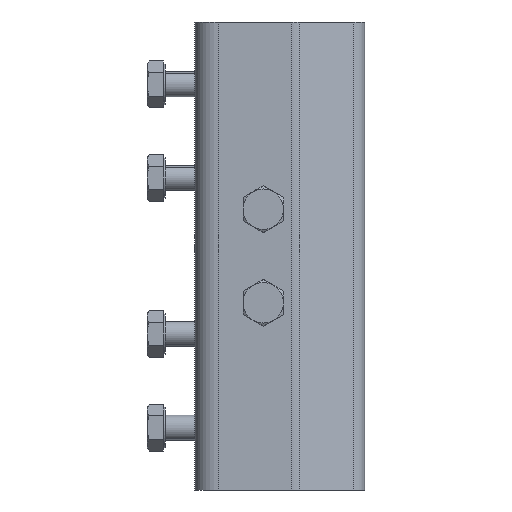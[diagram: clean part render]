
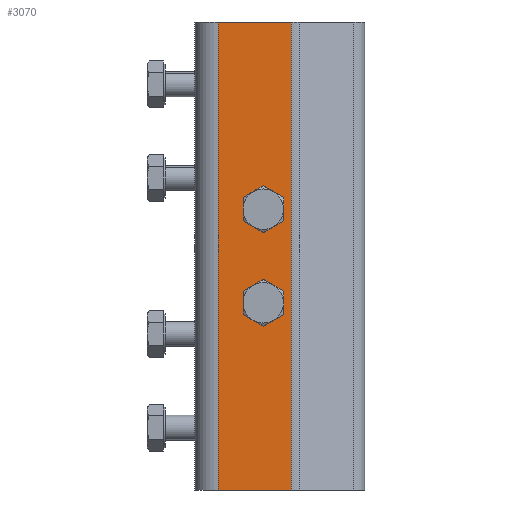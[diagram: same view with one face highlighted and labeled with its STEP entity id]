
A CAD part, left-side view. The second image highlights one B-rep face of the part: STEP entity #3070.
In plain terms, the highlighted planar face has unit normal (-1, 0, 0).
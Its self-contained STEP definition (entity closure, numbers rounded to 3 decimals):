
#5 = DIRECTION ( 'NONE',  ( -1., 0., 0. ) ) ;
#21 = CARTESIAN_POINT ( 'NONE',  ( -30.25, 19.75, 0. ) ) ;
#244 = EDGE_CURVE ( 'NONE', #2296, #1204, #654, .T. ) ;
#250 = DIRECTION ( 'NONE',  ( 0., 0., 1. ) ) ;
#252 = CARTESIAN_POINT ( 'NONE',  ( -30.25, 5.25, 60. ) ) ;
#292 = VERTEX_POINT ( 'NONE', #1621 ) ;
#310 = ORIENTED_EDGE ( 'NONE', *, *, #2756, .F. ) ;
#432 = VECTOR ( 'NONE', #2460, 1000. ) ;
#435 = CARTESIAN_POINT ( 'NONE',  ( -30.25, 5.25, 86.6 ) ) ;
#486 = CARTESIAN_POINT ( 'NONE',  ( -30.25, -63.477, 0. ) ) ;
#507 = CARTESIAN_POINT ( 'NONE',  ( -30.25, -3.728, 150. ) ) ;
#527 = DIRECTION ( 'NONE',  ( -1., 0., 0. ) ) ;
#529 = ORIENTED_EDGE ( 'NONE', *, *, #2520, .F. ) ;
#623 = LINE ( 'NONE', #507, #1878 ) ;
#654 = CIRCLE ( 'NONE', #916, 3.4 ) ;
#675 = EDGE_CURVE ( 'NONE', #1329, #2090, #623, .T. ) ;
#686 = DIRECTION ( 'NONE',  ( -1., 0., 0. ) ) ;
#778 = CARTESIAN_POINT ( 'NONE',  ( -30.25, 5.25, 60. ) ) ;
#823 = DIRECTION ( 'NONE',  ( 0., 1., 0. ) ) ;
#916 = AXIS2_PLACEMENT_3D ( 'NONE', #1842, #686, #2337 ) ;
#964 = FACE_BOUND ( 'NONE', #1261, .T. ) ;
#979 = DIRECTION ( 'NONE',  ( 0., 0., 1. ) ) ;
#1154 = FACE_OUTER_BOUND ( 'NONE', #2905, .T. ) ;
#1164 = CIRCLE ( 'NONE', #1567, 3.4 ) ;
#1204 = VERTEX_POINT ( 'NONE', #435 ) ;
#1261 = EDGE_LOOP ( 'NONE', ( #1512, #310 ) ) ;
#1329 = VERTEX_POINT ( 'NONE', #1390 ) ;
#1390 = CARTESIAN_POINT ( 'NONE',  ( -30.25, -3.728, 0. ) ) ;
#1419 = VECTOR ( 'NONE', #2416, 1000. ) ;
#1461 = DIRECTION ( 'NONE',  ( 0., 0., 1. ) ) ;
#1512 = ORIENTED_EDGE ( 'NONE', *, *, #244, .F. ) ;
#1519 = VERTEX_POINT ( 'NONE', #2858 ) ;
#1567 = AXIS2_PLACEMENT_3D ( 'NONE', #2124, #5, #250 ) ;
#1621 = CARTESIAN_POINT ( 'NONE',  ( -30.25, 19.75, 150. ) ) ;
#1636 = ORIENTED_EDGE ( 'NONE', *, *, #2462, .F. ) ;
#1718 = CARTESIAN_POINT ( 'NONE',  ( -30.25, 19.75, 150. ) ) ;
#1842 = CARTESIAN_POINT ( 'NONE',  ( -30.25, 5.25, 90. ) ) ;
#1878 = VECTOR ( 'NONE', #2776, 1000. ) ;
#1879 = CARTESIAN_POINT ( 'NONE',  ( -30.25, 5.25, 56.6 ) ) ;
#1901 = AXIS2_PLACEMENT_3D ( 'NONE', #252, #527, #1461 ) ;
#1969 = CARTESIAN_POINT ( 'NONE',  ( -30.25, -63.477, 150. ) ) ;
#1994 = LINE ( 'NONE', #2674, #2644 ) ;
#1999 = LINE ( 'NONE', #486, #1419 ) ;
#2090 = VERTEX_POINT ( 'NONE', #2752 ) ;
#2124 = CARTESIAN_POINT ( 'NONE',  ( -30.25, 5.25, 90. ) ) ;
#2222 = DIRECTION ( 'NONE',  ( 1., 0., 0. ) ) ;
#2251 = FACE_BOUND ( 'NONE', #3012, .T. ) ;
#2290 = CARTESIAN_POINT ( 'NONE',  ( -30.25, 5.25, 93.4 ) ) ;
#2296 = VERTEX_POINT ( 'NONE', #2290 ) ;
#2321 = ORIENTED_EDGE ( 'NONE', *, *, #2974, .T. ) ;
#2337 = DIRECTION ( 'NONE',  ( 0., 0., 1. ) ) ;
#2400 = DIRECTION ( 'NONE',  ( -1., 0., 0. ) ) ;
#2416 = DIRECTION ( 'NONE',  ( 0., -1., 0. ) ) ;
#2430 = VERTEX_POINT ( 'NONE', #1879 ) ;
#2432 = EDGE_CURVE ( 'NONE', #2749, #1329, #1999, .T. ) ;
#2434 = ORIENTED_EDGE ( 'NONE', *, *, #675, .T. ) ;
#2460 = DIRECTION ( 'NONE',  ( 0., 0., -1. ) ) ;
#2462 = EDGE_CURVE ( 'NONE', #1519, #2430, #2571, .T. ) ;
#2498 = CIRCLE ( 'NONE', #2774, 3.4 ) ;
#2520 = EDGE_CURVE ( 'NONE', #2430, #1519, #2498, .T. ) ;
#2571 = CIRCLE ( 'NONE', #1901, 3.4 ) ;
#2591 = ORIENTED_EDGE ( 'NONE', *, *, #2432, .T. ) ;
#2594 = EDGE_CURVE ( 'NONE', #292, #2090, #1994, .T. ) ;
#2635 = AXIS2_PLACEMENT_3D ( 'NONE', #1969, #2222, #823 ) ;
#2644 = VECTOR ( 'NONE', #2876, 1000. ) ;
#2674 = CARTESIAN_POINT ( 'NONE',  ( -30.25, -63.477, 150. ) ) ;
#2679 = PLANE ( 'NONE',  #2635 ) ;
#2749 = VERTEX_POINT ( 'NONE', #21 ) ;
#2752 = CARTESIAN_POINT ( 'NONE',  ( -30.25, -3.728, 150. ) ) ;
#2756 = EDGE_CURVE ( 'NONE', #1204, #2296, #1164, .T. ) ;
#2774 = AXIS2_PLACEMENT_3D ( 'NONE', #778, #2400, #979 ) ;
#2776 = DIRECTION ( 'NONE',  ( 0., 0., 1. ) ) ;
#2824 = ORIENTED_EDGE ( 'NONE', *, *, #2594, .F. ) ;
#2858 = CARTESIAN_POINT ( 'NONE',  ( -30.25, 5.25, 63.4 ) ) ;
#2876 = DIRECTION ( 'NONE',  ( 0., -1., 0. ) ) ;
#2905 = EDGE_LOOP ( 'NONE', ( #2591, #2434, #2824, #2321 ) ) ;
#2974 = EDGE_CURVE ( 'NONE', #292, #2749, #3088, .T. ) ;
#3012 = EDGE_LOOP ( 'NONE', ( #1636, #529 ) ) ;
#3070 = ADVANCED_FACE ( 'NONE', ( #2251, #964, #1154 ), #2679, .F. ) ;
#3088 = LINE ( 'NONE', #1718, #432 ) ;
